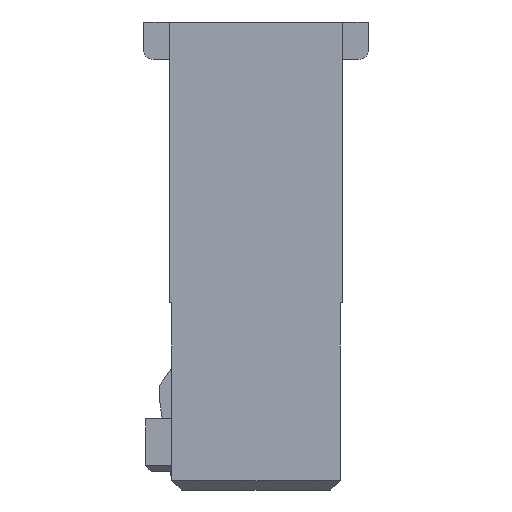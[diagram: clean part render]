
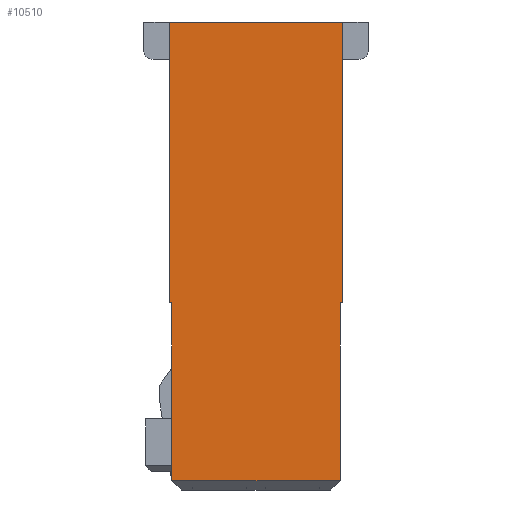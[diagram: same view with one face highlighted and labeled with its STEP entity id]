
A CAD part, left-side view. The second image highlights one B-rep face of the part: STEP entity #10510.
In plain terms, the highlighted planar face has unit normal (-1, 0, 0).
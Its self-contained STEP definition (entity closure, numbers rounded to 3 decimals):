
#2452=ORIENTED_EDGE('',*,*,#3105,.T.);
#2453=ORIENTED_EDGE('',*,*,#4206,.T.);
#2454=ORIENTED_EDGE('',*,*,#4464,.T.);
#2455=ORIENTED_EDGE('',*,*,#4457,.T.);
#2456=ORIENTED_EDGE('',*,*,#3205,.T.);
#2457=ORIENTED_EDGE('',*,*,#4465,.T.);
#2458=ORIENTED_EDGE('',*,*,#3366,.T.);
#2459=ORIENTED_EDGE('',*,*,#4463,.T.);
#3105=EDGE_CURVE('',#4601,#4600,#5576,.T.);
#3205=EDGE_CURVE('',#4696,#4695,#5674,.T.);
#3366=EDGE_CURVE('',#4792,#4791,#5809,.T.);
#4206=EDGE_CURVE('',#4600,#5383,#6627,.T.);
#4457=EDGE_CURVE('',#5511,#4696,#6878,.T.);
#4463=EDGE_CURVE('',#4791,#4601,#6884,.T.);
#4464=EDGE_CURVE('',#5383,#5511,#6885,.T.);
#4465=EDGE_CURVE('',#4695,#4792,#6886,.T.);
#4600=VERTEX_POINT('',#13835);
#4601=VERTEX_POINT('',#13837);
#4695=VERTEX_POINT('',#14036);
#4696=VERTEX_POINT('',#14038);
#4791=VERTEX_POINT('',#14359);
#4792=VERTEX_POINT('',#14361);
#5383=VERTEX_POINT('',#16080);
#5511=VERTEX_POINT('',#16541);
#5576=LINE('',#13836,#7019);
#5674=LINE('',#14037,#7117);
#5809=LINE('',#14360,#7252);
#6627=LINE('',#16081,#8070);
#6878=LINE('',#16540,#8321);
#6884=LINE('',#16550,#8327);
#6885=LINE('',#16552,#8328);
#6886=LINE('',#16553,#8329);
#7019=VECTOR('',#11211,1000.);
#7117=VECTOR('',#11325,1000.);
#7252=VECTOR('',#11644,1000.);
#8070=VECTOR('',#13084,1000.);
#8321=VECTOR('',#13497,1000.);
#8327=VECTOR('',#13509,1000.);
#8328=VECTOR('',#13512,1000.);
#8329=VECTOR('',#13513,1000.);
#8908=EDGE_LOOP('',(#2452,#2453,#2454,#2455,#2456,#2457,#2458,#2459));
#9463=FACE_BOUND('',#8908,.T.);
#9980=PLANE('',#11106);
#10510=ADVANCED_FACE('',(#9463),#9980,.T.);
#11106=AXIS2_PLACEMENT_3D('',#16551,#13510,#13511);
#11211=DIRECTION('',(0.,0.,-1.));
#11325=DIRECTION('',(0.,0.,1.));
#11644=DIRECTION('',(0.,0.,-1.));
#13084=DIRECTION('',(0.,-1.,0.));
#13497=DIRECTION('',(0.,-1.,0.));
#13509=DIRECTION('',(0.,-1.,0.));
#13510=DIRECTION('',(-1.,0.,0.));
#13511=DIRECTION('',(0.,0.,1.));
#13512=DIRECTION('',(0.,0.,1.));
#13513=DIRECTION('',(0.,1.,0.));
#13835=CARTESIAN_POINT('',(-17.5,4.5,-12.));
#13836=CARTESIAN_POINT('',(-17.5,4.5,-2.5));
#13837=CARTESIAN_POINT('',(-17.5,4.5,-2.5));
#14036=CARTESIAN_POINT('',(-17.5,-4.625,12.5));
#14037=CARTESIAN_POINT('',(-17.5,-4.625,12.5));
#14038=CARTESIAN_POINT('',(-17.5,-4.625,-2.5));
#14359=CARTESIAN_POINT('',(-17.5,4.625,-2.5));
#14360=CARTESIAN_POINT('',(-17.5,4.625,12.5));
#14361=CARTESIAN_POINT('',(-17.5,4.625,12.5));
#16080=CARTESIAN_POINT('',(-17.5,-4.5,-12.));
#16081=CARTESIAN_POINT('',(-17.5,-4.5,-12.));
#16540=CARTESIAN_POINT('',(-17.5,-4.625,-2.5));
#16541=CARTESIAN_POINT('',(-17.5,-4.5,-2.5));
#16550=CARTESIAN_POINT('',(-17.5,4.625,-2.5));
#16551=CARTESIAN_POINT('',(-17.5,0.,0.));
#16552=CARTESIAN_POINT('',(-17.5,-4.5,-2.5));
#16553=CARTESIAN_POINT('',(-17.5,4.625,12.5));
